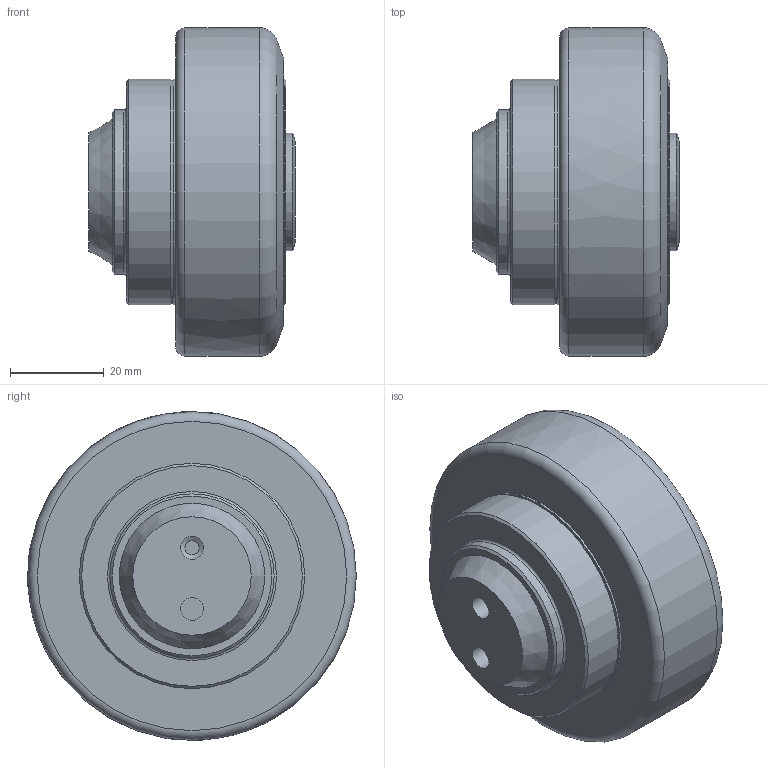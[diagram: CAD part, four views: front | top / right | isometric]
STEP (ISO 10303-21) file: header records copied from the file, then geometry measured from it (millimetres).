
FILE_DESCRIPTION(/* description */ ('-','CAx-IF Rec.Pracs.---Representation and Presentation of Product Manufacturing Information (PMI)---4.0---2014-10-13'),/* implementation_level */ '2;1');
FILE_NAME(/* name */ '5f9f9fbf-222a-4b1f-b427-35a53f130ace.stp',/* time_stamp */ '2020-04-01T16:29:29+02:00',/* author */ ('-'),/* organization */ ('NTI CADcenter A/S'),/* preprocessor_version */ 'ST-DEVELOPER v18',/* originating_system */ 'Autodesk Inventor 2020',/* authorisation */ '-');
FILE_SCHEMA (('AP242_MANAGED_MODEL_BASED_3D_ENGINEERING_MIM_LF { 1 0 10303 442 1 1 4 }'));
Length unit declared in the file: millimetre
Products named in the file (1): TR 070.0368_Kontur
Bounding box: 44 x 70.02 x 70.02 mm (x, y, z)
Volume: 112368.6 mm3; surface area: 15034.1 mm2
Topology: 1 solids, 1 shells, 69 faces, 157 edges, 110 vertices
Faces by surface type: plane 40, cylinder 17, cone 8, torus 3, bspline 1
Full cylindrical faces by diameter (mm): 2.5 x1, 3 x1, 4.917 x2, 8 x5, 8.3 x3, 25 x1, 35 x1, 48 x3
Entity records: 2060 total; most frequent: DIRECTION 373, CARTESIAN_POINT 363, ORIENTED_EDGE 314, EDGE_CURVE 157, AXIS2_PLACEMENT_3D 147, VERTEX_POINT 110, EDGE_LOOP 89, LINE 79
